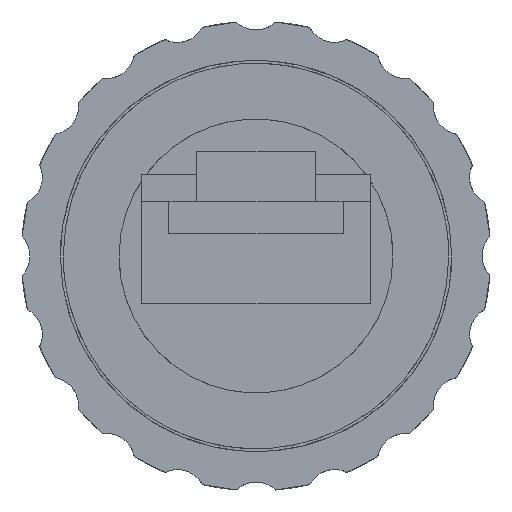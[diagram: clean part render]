
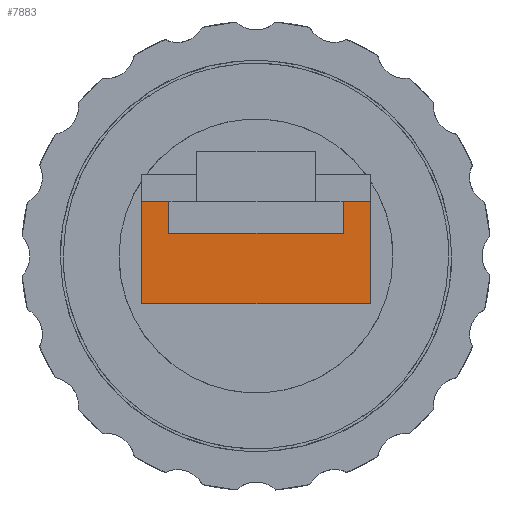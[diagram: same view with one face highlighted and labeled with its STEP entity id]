
A CAD part, left-side view. The second image highlights one B-rep face of the part: STEP entity #7883.
In plain terms, the highlighted planar face has unit normal (-1, 0, 0).
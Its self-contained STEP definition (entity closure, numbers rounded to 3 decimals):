
#106 = DIRECTION ( 'NONE',  ( 0., 0., 1. ) ) ;
#501 = DIRECTION ( 'NONE',  ( 0., 0., 1. ) ) ;
#577 = ORIENTED_EDGE ( 'NONE', *, *, #13772, .F. ) ;
#864 = CARTESIAN_POINT ( 'NONE',  ( -13.153, -7.606, 37.15 ) ) ;
#1061 = DIRECTION ( 'NONE',  ( 1., 0., 0. ) ) ;
#1133 = ORIENTED_EDGE ( 'NONE', *, *, #18594, .F. ) ;
#2797 = LINE ( 'NONE', #26771, #20634 ) ;
#2975 = DIRECTION ( 'NONE',  ( 0., 1., 0. ) ) ;
#3547 = EDGE_CURVE ( 'NONE', #30041, #28192, #16928, .T. ) ;
#3616 = CARTESIAN_POINT ( 'NONE',  ( -13.153, -6.216, 40.75 ) ) ;
#3920 = VECTOR ( 'NONE', #4478, 1000. ) ;
#3957 = LINE ( 'NONE', #21196, #16410 ) ;
#4478 = DIRECTION ( 'NONE',  ( 0., 0., 1. ) ) ;
#4486 = DIRECTION ( 'NONE',  ( 0., 1., 0. ) ) ;
#5102 = ORIENTED_EDGE ( 'NONE', *, *, #20875, .F. ) ;
#5217 = CARTESIAN_POINT ( 'NONE',  ( -13.153, 4.074, 42.4 ) ) ;
#6468 = DIRECTION ( 'NONE',  ( 0., -1., 0. ) ) ;
#6927 = ORIENTED_EDGE ( 'NONE', *, *, #22209, .F. ) ;
#7148 = CARTESIAN_POINT ( 'NONE',  ( -13.153, -6.216, 37.15 ) ) ;
#7883 = ADVANCED_FACE ( 'NONE', ( #23305 ), #29043, .F. ) ;
#8118 = EDGE_LOOP ( 'NONE', ( #1133, #6927, #16643, #14563, #24132, #24224, #5102, #577 ) ) ;
#9056 = CARTESIAN_POINT ( 'NONE',  ( -13.153, -7.606, 39.6 ) ) ;
#10119 = LINE ( 'NONE', #9056, #3920 ) ;
#10984 = LINE ( 'NONE', #7148, #24149 ) ;
#11913 = DIRECTION ( 'NONE',  ( 0., 0., -1. ) ) ;
#12130 = EDGE_CURVE ( 'NONE', #19414, #30041, #10119, .T. ) ;
#13089 = CARTESIAN_POINT ( 'NONE',  ( -13.153, 2.684, 40.75 ) ) ;
#13138 = CARTESIAN_POINT ( 'NONE',  ( -13.153, -7.606, 42.4 ) ) ;
#13646 = CARTESIAN_POINT ( 'NONE',  ( -13.153, -6.216, 42.4 ) ) ;
#13772 = EDGE_CURVE ( 'NONE', #29459, #23379, #3957, .T. ) ;
#14507 = CARTESIAN_POINT ( 'NONE',  ( -13.153, 4.074, 39.6 ) ) ;
#14563 = ORIENTED_EDGE ( 'NONE', *, *, #12130, .T. ) ;
#15060 = CARTESIAN_POINT ( 'NONE',  ( -13.153, 4.074, 37.15 ) ) ;
#15116 = DIRECTION ( 'NONE',  ( 0., -1., 0. ) ) ;
#15879 = VECTOR ( 'NONE', #501, 1000. ) ;
#16058 = CARTESIAN_POINT ( 'NONE',  ( -13.153, 4.074, 37.15 ) ) ;
#16387 = CARTESIAN_POINT ( 'NONE',  ( -13.153, 2.684, 42.4 ) ) ;
#16410 = VECTOR ( 'NONE', #11913, 1000. ) ;
#16643 = ORIENTED_EDGE ( 'NONE', *, *, #26637, .F. ) ;
#16928 = LINE ( 'NONE', #5217, #28717 ) ;
#17389 = DIRECTION ( 'NONE',  ( 0., 0., -1. ) ) ;
#17985 = CARTESIAN_POINT ( 'NONE',  ( -13.153, 4.074, 42.4 ) ) ;
#18059 = LINE ( 'NONE', #27496, #22735 ) ;
#18177 = VERTEX_POINT ( 'NONE', #3616 ) ;
#18594 = EDGE_CURVE ( 'NONE', #20627, #29459, #2797, .T. ) ;
#19414 = VERTEX_POINT ( 'NONE', #864 ) ;
#20627 = VERTEX_POINT ( 'NONE', #17985 ) ;
#20634 = VECTOR ( 'NONE', #15116, 1000. ) ;
#20875 = EDGE_CURVE ( 'NONE', #23379, #18177, #18059, .T. ) ;
#21196 = CARTESIAN_POINT ( 'NONE',  ( -13.153, 2.684, 37.15 ) ) ;
#21342 = LINE ( 'NONE', #14507, #15879 ) ;
#22209 = EDGE_CURVE ( 'NONE', #27463, #20627, #21342, .T. ) ;
#22735 = VECTOR ( 'NONE', #6468, 1000. ) ;
#23305 = FACE_OUTER_BOUND ( 'NONE', #8118, .T. ) ;
#23379 = VERTEX_POINT ( 'NONE', #13089 ) ;
#24132 = ORIENTED_EDGE ( 'NONE', *, *, #3547, .T. ) ;
#24149 = VECTOR ( 'NONE', #106, 1000. ) ;
#24224 = ORIENTED_EDGE ( 'NONE', *, *, #25363, .F. ) ;
#25191 = LINE ( 'NONE', #28679, #25966 ) ;
#25363 = EDGE_CURVE ( 'NONE', #18177, #28192, #10984, .T. ) ;
#25966 = VECTOR ( 'NONE', #2975, 1000. ) ;
#26637 = EDGE_CURVE ( 'NONE', #19414, #27463, #25191, .T. ) ;
#26771 = CARTESIAN_POINT ( 'NONE',  ( -13.153, 4.074, 42.4 ) ) ;
#27463 = VERTEX_POINT ( 'NONE', #16058 ) ;
#27496 = CARTESIAN_POINT ( 'NONE',  ( -13.153, 4.074, 40.75 ) ) ;
#28192 = VERTEX_POINT ( 'NONE', #13646 ) ;
#28679 = CARTESIAN_POINT ( 'NONE',  ( -13.153, 4.074, 37.15 ) ) ;
#28717 = VECTOR ( 'NONE', #4486, 1000. ) ;
#29010 = AXIS2_PLACEMENT_3D ( 'NONE', #15060, #1061, #17389 ) ;
#29043 = PLANE ( 'NONE',  #29010 ) ;
#29459 = VERTEX_POINT ( 'NONE', #16387 ) ;
#30041 = VERTEX_POINT ( 'NONE', #13138 ) ;
